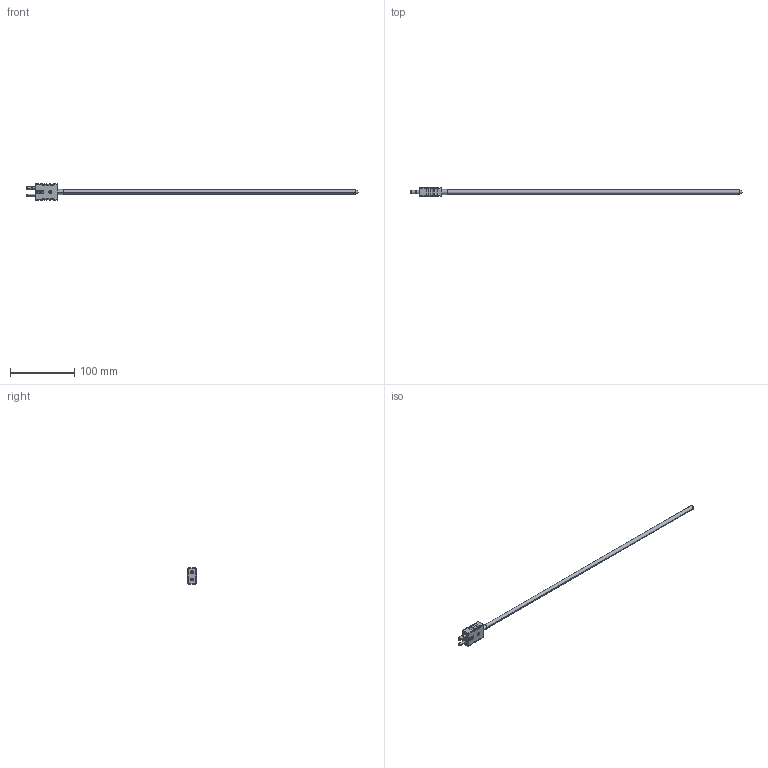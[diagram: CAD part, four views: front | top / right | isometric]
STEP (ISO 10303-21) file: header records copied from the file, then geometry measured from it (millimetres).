
FILE_DESCRIPTION (( 'STEP AP214' ), '1' );
FILE_NAME ('NTC10K3-P18-02.STEP', '2024-04-24T22:19:46', ( '' ), ( '' ), 'SwSTEP 2.0', 'SolidWorks 2021', '' );
FILE_SCHEMA (( 'AUTOMOTIVE_DESIGN' ));
Length unit declared in the file: inch
Products named in the file (1): NTC10K3-P18-02
Bounding box: 515.65 x 12.57 x 25.22 mm (x, y, z)
Volume: 15108.3 mm3; surface area: 21584 mm2
Topology: 3 solids, 3 shells, 201 faces, 488 edges, 296 vertices
Faces by surface type: plane 63, cylinder 62, bspline 60, cone 14, torus 2
Entity records: 10499 total; most frequent: CARTESIAN_POINT 6073, ORIENTED_EDGE 960, DIRECTION 838, EDGE_CURVE 480, AXIS2_PLACEMENT_3D 314, VERTEX_POINT 296, EDGE_LOOP 218, LINE 210
